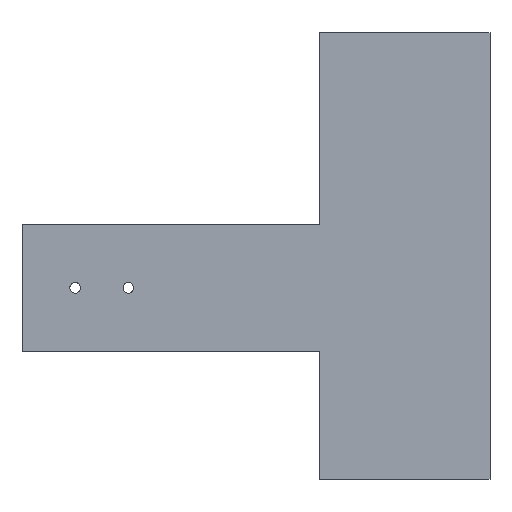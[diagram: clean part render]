
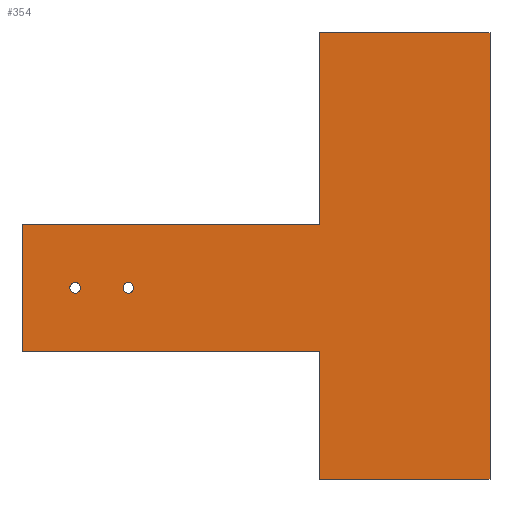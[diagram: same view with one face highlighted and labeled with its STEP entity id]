
A CAD part, top view. The second image highlights one B-rep face of the part: STEP entity #354.
In plain terms, the highlighted planar face has unit normal (0, 0, 1).
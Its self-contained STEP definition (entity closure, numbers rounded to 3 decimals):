
#7 = CARTESIAN_POINT ( 'NONE',  ( 115., 120., 3. ) ) ;
#24 = EDGE_CURVE ( 'NONE', #362, #46, #462, .T. ) ;
#29 = EDGE_CURVE ( 'NONE', #350, #200, #160, .T. ) ;
#32 = EDGE_LOOP ( 'NONE', ( #306, #387, #293, #422, #455, #435, #149, #303 ) ) ;
#37 = CARTESIAN_POINT ( 'NONE',  ( -25., -30., 3. ) ) ;
#40 = DIRECTION ( 'NONE',  ( 1., 0., 0. ) ) ;
#44 = ORIENTED_EDGE ( 'NONE', *, *, #229, .F. ) ;
#46 = VERTEX_POINT ( 'NONE', #331 ) ;
#47 = LINE ( 'NONE', #488, #75 ) ;
#49 = VECTOR ( 'NONE', #89, 1000. ) ;
#66 = AXIS2_PLACEMENT_3D ( 'NONE', #418, #386, #496 ) ;
#71 = EDGE_CURVE ( 'NONE', #390, #350, #486, .T. ) ;
#75 = VECTOR ( 'NONE', #90, 1000. ) ;
#80 = CARTESIAN_POINT ( 'NONE',  ( 115., 30., 3. ) ) ;
#82 = EDGE_LOOP ( 'NONE', ( #44, #512 ) ) ;
#84 = VERTEX_POINT ( 'NONE', #377 ) ;
#86 = AXIS2_PLACEMENT_3D ( 'NONE', #104, #490, #380 ) ;
#89 = DIRECTION ( 'NONE',  ( -1., 0., 0. ) ) ;
#90 = DIRECTION ( 'NONE',  ( 0., 1., 0. ) ) ;
#91 = CARTESIAN_POINT ( 'NONE',  ( 25., 0., 3. ) ) ;
#97 = EDGE_CURVE ( 'NONE', #99, #507, #292, .T. ) ;
#99 = VERTEX_POINT ( 'NONE', #370 ) ;
#104 = CARTESIAN_POINT ( 'NONE',  ( 25., 0., 3. ) ) ;
#108 = AXIS2_PLACEMENT_3D ( 'NONE', #515, #272, #234 ) ;
#110 = FACE_BOUND ( 'NONE', #82, .T. ) ;
#124 = DIRECTION ( 'NONE',  ( 1., 0., 0. ) ) ;
#145 = LINE ( 'NONE', #345, #425 ) ;
#149 = ORIENTED_EDGE ( 'NONE', *, *, #150, .T. ) ;
#150 = EDGE_CURVE ( 'NONE', #84, #99, #47, .T. ) ;
#151 = PLANE ( 'NONE',  #108 ) ;
#154 = FACE_OUTER_BOUND ( 'NONE', #32, .T. ) ;
#160 = LINE ( 'NONE', #404, #339 ) ;
#169 = AXIS2_PLACEMENT_3D ( 'NONE', #238, #240, #510 ) ;
#186 = EDGE_LOOP ( 'NONE', ( #333, #378 ) ) ;
#197 = CARTESIAN_POINT ( 'NONE',  ( -2.5, 0., 3. ) ) ;
#200 = VERTEX_POINT ( 'NONE', #225 ) ;
#205 = CARTESIAN_POINT ( 'NONE',  ( 195., 120., 3. ) ) ;
#221 = VECTOR ( 'NONE', #124, 1000. ) ;
#225 = CARTESIAN_POINT ( 'NONE',  ( 115., -90., 3. ) ) ;
#229 = EDGE_CURVE ( 'NONE', #46, #362, #445, .T. ) ;
#232 = LINE ( 'NONE', #7, #487 ) ;
#234 = DIRECTION ( 'NONE',  ( -1., 0., 0. ) ) ;
#238 = CARTESIAN_POINT ( 'NONE',  ( 0., 0., 3. ) ) ;
#240 = DIRECTION ( 'NONE',  ( 0., 0., 1. ) ) ;
#242 = LINE ( 'NONE', #406, #318 ) ;
#262 = CARTESIAN_POINT ( 'NONE',  ( 27.5, 0., 3. ) ) ;
#272 = DIRECTION ( 'NONE',  ( 0., 0., -1. ) ) ;
#278 = VERTEX_POINT ( 'NONE', #302 ) ;
#282 = EDGE_CURVE ( 'NONE', #296, #338, #307, .T. ) ;
#287 = LINE ( 'NONE', #80, #49 ) ;
#292 = LINE ( 'NONE', #205, #453 ) ;
#293 = ORIENTED_EDGE ( 'NONE', *, *, #347, .T. ) ;
#296 = VERTEX_POINT ( 'NONE', #262 ) ;
#298 = CARTESIAN_POINT ( 'NONE',  ( 22.5, 0., 3. ) ) ;
#302 = CARTESIAN_POINT ( 'NONE',  ( 115., 30., 3. ) ) ;
#303 = ORIENTED_EDGE ( 'NONE', *, *, #97, .T. ) ;
#305 = DIRECTION ( 'NONE',  ( 0., -1., 0. ) ) ;
#306 = ORIENTED_EDGE ( 'NONE', *, *, #396, .T. ) ;
#307 = CIRCLE ( 'NONE', #86, 2.5 ) ;
#308 = CARTESIAN_POINT ( 'NONE',  ( -25., 30., 3. ) ) ;
#318 = VECTOR ( 'NONE', #430, 1000. ) ;
#319 = DIRECTION ( 'NONE',  ( 0., -1., 0. ) ) ;
#331 = CARTESIAN_POINT ( 'NONE',  ( 2.5, 0., 3. ) ) ;
#333 = ORIENTED_EDGE ( 'NONE', *, *, #282, .F. ) ;
#338 = VERTEX_POINT ( 'NONE', #298 ) ;
#339 = VECTOR ( 'NONE', #319, 1000. ) ;
#345 = CARTESIAN_POINT ( 'NONE',  ( -25., 30., 3. ) ) ;
#347 = EDGE_CURVE ( 'NONE', #352, #390, #145, .T. ) ;
#350 = VERTEX_POINT ( 'NONE', #501 ) ;
#352 = VERTEX_POINT ( 'NONE', #308 ) ;
#354 = ADVANCED_FACE ( 'NONE', ( #463, #110, #154 ), #151, .F. ) ;
#361 = EDGE_CURVE ( 'NONE', #338, #296, #416, .T. ) ;
#362 = VERTEX_POINT ( 'NONE', #197 ) ;
#364 = DIRECTION ( 'NONE',  ( -1., 0., 0. ) ) ;
#370 = CARTESIAN_POINT ( 'NONE',  ( 195., 120., 3. ) ) ;
#377 = CARTESIAN_POINT ( 'NONE',  ( 195., -90., 3. ) ) ;
#378 = ORIENTED_EDGE ( 'NONE', *, *, #361, .F. ) ;
#380 = DIRECTION ( 'NONE',  ( 1., 0., 0. ) ) ;
#386 = DIRECTION ( 'NONE',  ( 0., 0., 1. ) ) ;
#387 = ORIENTED_EDGE ( 'NONE', *, *, #437, .T. ) ;
#390 = VERTEX_POINT ( 'NONE', #37 ) ;
#396 = EDGE_CURVE ( 'NONE', #507, #278, #232, .T. ) ;
#398 = DIRECTION ( 'NONE',  ( 0., 0., 1. ) ) ;
#404 = CARTESIAN_POINT ( 'NONE',  ( 115., -30., 3. ) ) ;
#405 = CARTESIAN_POINT ( 'NONE',  ( -25., -30., 3. ) ) ;
#406 = CARTESIAN_POINT ( 'NONE',  ( 115., -90., 3. ) ) ;
#416 = CIRCLE ( 'NONE', #513, 2.5 ) ;
#418 = CARTESIAN_POINT ( 'NONE',  ( 0., 0., 3. ) ) ;
#422 = ORIENTED_EDGE ( 'NONE', *, *, #71, .T. ) ;
#425 = VECTOR ( 'NONE', #305, 1000. ) ;
#430 = DIRECTION ( 'NONE',  ( 1., 0., 0. ) ) ;
#434 = DIRECTION ( 'NONE',  ( 0., -1., 0. ) ) ;
#435 = ORIENTED_EDGE ( 'NONE', *, *, #498, .T. ) ;
#437 = EDGE_CURVE ( 'NONE', #278, #352, #287, .T. ) ;
#445 = CIRCLE ( 'NONE', #66, 2.5 ) ;
#453 = VECTOR ( 'NONE', #364, 1000. ) ;
#455 = ORIENTED_EDGE ( 'NONE', *, *, #29, .T. ) ;
#462 = CIRCLE ( 'NONE', #169, 2.5 ) ;
#463 = FACE_BOUND ( 'NONE', #186, .T. ) ;
#481 = CARTESIAN_POINT ( 'NONE',  ( 115., 120., 3. ) ) ;
#486 = LINE ( 'NONE', #405, #221 ) ;
#487 = VECTOR ( 'NONE', #434, 1000. ) ;
#488 = CARTESIAN_POINT ( 'NONE',  ( 195., -90., 3. ) ) ;
#490 = DIRECTION ( 'NONE',  ( 0., 0., 1. ) ) ;
#496 = DIRECTION ( 'NONE',  ( 1., 0., 0. ) ) ;
#498 = EDGE_CURVE ( 'NONE', #200, #84, #242, .T. ) ;
#501 = CARTESIAN_POINT ( 'NONE',  ( 115., -30., 3. ) ) ;
#507 = VERTEX_POINT ( 'NONE', #481 ) ;
#510 = DIRECTION ( 'NONE',  ( 1., 0., 0. ) ) ;
#512 = ORIENTED_EDGE ( 'NONE', *, *, #24, .F. ) ;
#513 = AXIS2_PLACEMENT_3D ( 'NONE', #91, #398, #40 ) ;
#515 = CARTESIAN_POINT ( 'NONE',  ( 0., 0., 3. ) ) ;
